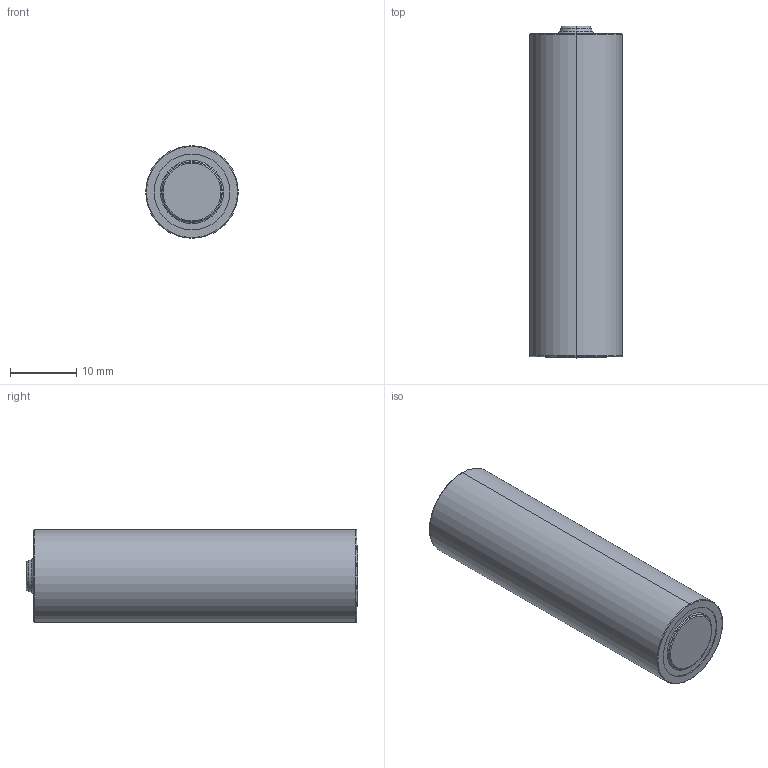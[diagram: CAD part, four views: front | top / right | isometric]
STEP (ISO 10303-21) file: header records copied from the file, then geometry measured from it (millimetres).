
FILE_DESCRIPTION (( 'STEP AP203' ), '1' );
FILE_NAME ('AA Duracell Body-Plain.STEP', '2011-12-11T21:31:18', ( '' ), ( '' ), 'SwSTEP 2.0', 'SolidWorks 2011', '' );
FILE_SCHEMA (( 'CONFIG_CONTROL_DESIGN' ));
Length unit declared in the file: millimetre
Products named in the file (1): AA Duracell Body-Plain
Bounding box: 14 x 50.25 x 14 mm (x, y, z)
Volume: 7544 mm3; surface area: 2477.5 mm2
Topology: 1 solids, 1 shells, 30 faces, 58 edges, 34 vertices
Faces by surface type: torus 12, cylinder 6, plane 6, cone 4, bspline 2
Entity records: 887 total; most frequent: CARTESIAN_POINT 169, DIRECTION 160, ORIENTED_EDGE 116, AXIS2_PLACEMENT_3D 75, EDGE_CURVE 58, CIRCLE 46, EDGE_LOOP 34, VERTEX_POINT 34
